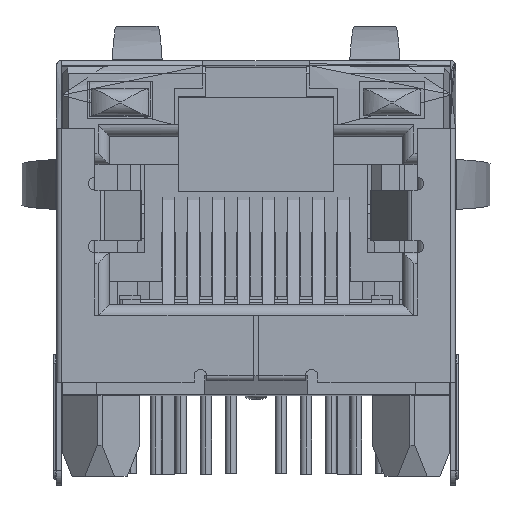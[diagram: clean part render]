
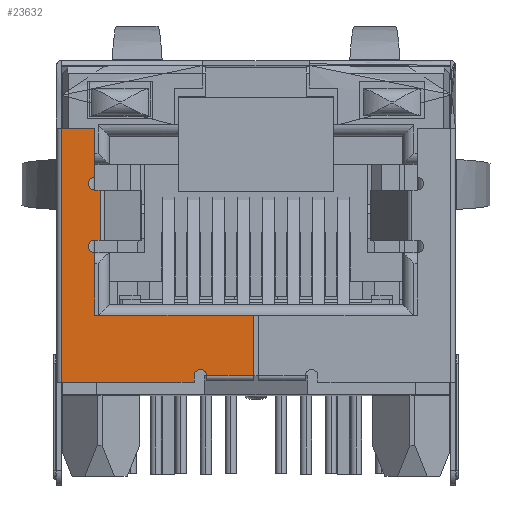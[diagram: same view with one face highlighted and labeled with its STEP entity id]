
A CAD part, top view. The second image highlights one B-rep face of the part: STEP entity #23632.
In plain terms, the highlighted planar face has unit normal (0, 0, 1).
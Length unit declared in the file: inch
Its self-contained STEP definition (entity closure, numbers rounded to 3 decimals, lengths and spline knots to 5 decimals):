
#421 = ORIENTED_EDGE ( 'NONE', *, *, #32242, .T. ) ;
#573 = VECTOR ( 'NONE', #15651, 39.37008 ) ;
#672 = VECTOR ( 'NONE', #50702, 39.37008 ) ;
#783 = DIRECTION ( 'NONE',  ( 0., 0., -1. ) ) ;
#847 = VERTEX_POINT ( 'NONE', #16481 ) ;
#1623 = VERTEX_POINT ( 'NONE', #35017 ) ;
#2142 = EDGE_CURVE ( 'NONE', #24465, #19586, #50340, .T. ) ;
#2249 = CIRCLE ( 'NONE', #20288, 0.01 ) ;
#2258 = CARTESIAN_POINT ( 'NONE',  ( -0.004, -0.009, 0.008 ) ) ;
#3237 = CARTESIAN_POINT ( 'NONE',  ( -0.311, 0.184, 0.008 ) ) ;
#3433 = CARTESIAN_POINT ( 'NONE',  ( -0.249, 0.208, 0.008 ) ) ;
#4079 = CARTESIAN_POINT ( 'NONE',  ( -0.311, -0.019, 0.008 ) ) ;
#4181 = CARTESIAN_POINT ( 'NONE',  ( -0.1575, 0.088, 0.008 ) ) ;
#4950 = CARTESIAN_POINT ( 'NONE',  ( -0.311, 0.387, 0.008 ) ) ;
#5558 = ORIENTED_EDGE ( 'NONE', *, *, #44833, .F. ) ;
#6140 = VECTOR ( 'NONE', #21835, 39.37008 ) ;
#6485 = DIRECTION ( 'NONE',  ( 0., 0., 1. ) ) ;
#6638 = EDGE_CURVE ( 'NONE', #42284, #31777, #20353, .T. ) ;
#6702 = VERTEX_POINT ( 'NONE', #33448 ) ;
#6748 = ORIENTED_EDGE ( 'NONE', *, *, #41395, .T. ) ;
#7055 = VECTOR ( 'NONE', #9056, 39.37008 ) ;
#7395 = CARTESIAN_POINT ( 'NONE',  ( -0.258, -0.019, 0.008 ) ) ;
#7835 = DIRECTION ( 'NONE',  ( 0., 1., 0. ) ) ;
#7895 = DIRECTION ( 'NONE',  ( 0., 1., 0. ) ) ;
#9056 = DIRECTION ( 'NONE',  ( 0., 1., 0. ) ) ;
#9287 = LINE ( 'NONE', #21388, #43996 ) ;
#9570 = LINE ( 'NONE', #32194, #7055 ) ;
#10278 = CIRCLE ( 'NONE', #11103, 0.01 ) ;
#10329 = PLANE ( 'NONE',  #27590 ) ;
#10780 = CARTESIAN_POINT ( 'NONE',  ( -0.268, 0.298, 0.008 ) ) ;
#11103 = AXIS2_PLACEMENT_3D ( 'NONE', #44383, #48268, #16893 ) ;
#11387 = CARTESIAN_POINT ( 'NONE',  ( -0.258, 0.198, 0.008 ) ) ;
#11421 = LINE ( 'NONE', #50207, #21887 ) ;
#11889 = CARTESIAN_POINT ( 'NONE',  ( -0.079, -0.009, 0.008 ) ) ;
#12022 = CARTESIAN_POINT ( 'NONE',  ( -0.258, 0.387, 0.008 ) ) ;
#12263 = VECTOR ( 'NONE', #7835, 39.37008 ) ;
#13291 = DIRECTION ( 'NONE',  ( 0., 0., -1. ) ) ;
#13470 = ORIENTED_EDGE ( 'NONE', *, *, #17661, .F. ) ;
#14271 = CIRCLE ( 'NONE', #33968, 0.01 ) ;
#14386 = CARTESIAN_POINT ( 'NONE',  ( -0.258, 0.188, 0.008 ) ) ;
#15519 = DIRECTION ( 'NONE',  ( -1., 0., 0. ) ) ;
#15539 = AXIS2_PLACEMENT_3D ( 'NONE', #29937, #42499, #30961 ) ;
#15553 = DIRECTION ( 'NONE',  ( 0., 1., 0. ) ) ;
#15575 = EDGE_LOOP ( 'NONE', ( #29630, #421, #6748, #44391, #47313, #45566, #25598, #32161, #46753, #48989, #45267, #31216, #32744, #13470, #5558, #37678, #18452 ) ) ;
#15651 = DIRECTION ( 'NONE',  ( 1., 0., 0. ) ) ;
#15793 = EDGE_CURVE ( 'NONE', #1623, #847, #42450, .T. ) ;
#16382 = DIRECTION ( 'NONE',  ( -1., 0., 0. ) ) ;
#16413 = EDGE_CURVE ( 'NONE', #49167, #36678, #50550, .T. ) ;
#16481 = CARTESIAN_POINT ( 'NONE',  ( -0.258, 0.208, 0.008 ) ) ;
#16893 = DIRECTION ( 'NONE',  ( 1., 0., 0. ) ) ;
#17122 = VECTOR ( 'NONE', #7895, 39.37008 ) ;
#17661 = EDGE_CURVE ( 'NONE', #47243, #31777, #47133, .T. ) ;
#18256 = CARTESIAN_POINT ( 'NONE',  ( -0.1575, 0.387, 0.008 ) ) ;
#18272 = DIRECTION ( 'NONE',  ( 1., 0., 0. ) ) ;
#18452 = ORIENTED_EDGE ( 'NONE', *, *, #29899, .T. ) ;
#18662 = VERTEX_POINT ( 'NONE', #49301 ) ;
#18975 = CARTESIAN_POINT ( 'NONE',  ( -0.258, 0.288, 0.008 ) ) ;
#19228 = LINE ( 'NONE', #22871, #30865 ) ;
#19586 = VERTEX_POINT ( 'NONE', #2258 ) ;
#19661 = CIRCLE ( 'NONE', #15539, 0.01 ) ;
#20288 = AXIS2_PLACEMENT_3D ( 'NONE', #48555, #783, #32388 ) ;
#20353 = LINE ( 'NONE', #18256, #42140 ) ;
#21324 = LINE ( 'NONE', #40552, #6140 ) ;
#21388 = CARTESIAN_POINT ( 'NONE',  ( -0.258, -0.019, 0.008 ) ) ;
#21425 = VERTEX_POINT ( 'NONE', #47385 ) ;
#21835 = DIRECTION ( 'NONE',  ( -1., 0., 0. ) ) ;
#21887 = VECTOR ( 'NONE', #15519, 39.37008 ) ;
#22517 = DIRECTION ( 'NONE',  ( -1., 0., 0. ) ) ;
#22598 = DIRECTION ( 'NONE',  ( 0., 1., 0. ) ) ;
#22871 = CARTESIAN_POINT ( 'NONE',  ( -0.004, -0.019, 0.008 ) ) ;
#23632 = ADVANCED_FACE ( 'NONE', ( #45504 ), #10329, .T. ) ;
#24465 = VERTEX_POINT ( 'NONE', #11889 ) ;
#24573 = EDGE_CURVE ( 'NONE', #6702, #42284, #9287, .T. ) ;
#24907 = EDGE_CURVE ( 'NONE', #33212, #6702, #2249, .T. ) ;
#25598 = ORIENTED_EDGE ( 'NONE', *, *, #34185, .F. ) ;
#26384 = CARTESIAN_POINT ( 'NONE',  ( -0.209, -0.019, 0.008 ) ) ;
#26482 = EDGE_CURVE ( 'NONE', #36678, #1623, #14271, .T. ) ;
#26828 = LINE ( 'NONE', #4181, #672 ) ;
#27363 = CARTESIAN_POINT ( 'NONE',  ( -0.249, -0.019, 0.008 ) ) ;
#27590 = AXIS2_PLACEMENT_3D ( 'NONE', #41660, #6485, #18272 ) ;
#28124 = LINE ( 'NONE', #27363, #33981 ) ;
#29630 = ORIENTED_EDGE ( 'NONE', *, *, #2142, .T. ) ;
#29899 = EDGE_CURVE ( 'NONE', #30681, #24465, #10278, .T. ) ;
#29937 = CARTESIAN_POINT ( 'NONE',  ( -0.258, 0.298, 0.008 ) ) ;
#30256 = LINE ( 'NONE', #26384, #40522 ) ;
#30681 = VERTEX_POINT ( 'NONE', #36530 ) ;
#30706 = VERTEX_POINT ( 'NONE', #18975 ) ;
#30865 = VECTOR ( 'NONE', #22598, 39.37008 ) ;
#30961 = DIRECTION ( 'NONE',  ( -1., 0., 0. ) ) ;
#31216 = ORIENTED_EDGE ( 'NONE', *, *, #24573, .T. ) ;
#31777 = VERTEX_POINT ( 'NONE', #4950 ) ;
#32085 = CARTESIAN_POINT ( 'NONE',  ( -0.258, 0.198, 0.008 ) ) ;
#32161 = ORIENTED_EDGE ( 'NONE', *, *, #33517, .T. ) ;
#32194 = CARTESIAN_POINT ( 'NONE',  ( -0.099, -0.019, 0.008 ) ) ;
#32242 = EDGE_CURVE ( 'NONE', #19586, #18662, #19228, .T. ) ;
#32388 = DIRECTION ( 'NONE',  ( -1., 0., 0. ) ) ;
#32608 = CARTESIAN_POINT ( 'NONE',  ( -0.099, -0.019, 0.008 ) ) ;
#32744 = ORIENTED_EDGE ( 'NONE', *, *, #6638, .T. ) ;
#33212 = VERTEX_POINT ( 'NONE', #10780 ) ;
#33448 = CARTESIAN_POINT ( 'NONE',  ( -0.258, 0.308, 0.008 ) ) ;
#33517 = EDGE_CURVE ( 'NONE', #47442, #21425, #28124, .T. ) ;
#33968 = AXIS2_PLACEMENT_3D ( 'NONE', #32085, #13291, #16382 ) ;
#33981 = VECTOR ( 'NONE', #15553, 39.37008 ) ;
#34185 = EDGE_CURVE ( 'NONE', #47442, #847, #21324, .T. ) ;
#34774 = CARTESIAN_POINT ( 'NONE',  ( -0.258, 0.088, 0.008 ) ) ;
#34976 = EDGE_CURVE ( 'NONE', #39698, #30681, #9570, .T. ) ;
#35017 = CARTESIAN_POINT ( 'NONE',  ( -0.268, 0.198, 0.008 ) ) ;
#35207 = CARTESIAN_POINT ( 'NONE',  ( -0.1575, -0.009, 0.008 ) ) ;
#35899 = EDGE_CURVE ( 'NONE', #30706, #33212, #19661, .T. ) ;
#36530 = CARTESIAN_POINT ( 'NONE',  ( -0.099, -0.009, 0.008 ) ) ;
#36678 = VERTEX_POINT ( 'NONE', #14386 ) ;
#37037 = DIRECTION ( 'NONE',  ( 0., 1., 0. ) ) ;
#37678 = ORIENTED_EDGE ( 'NONE', *, *, #34976, .T. ) ;
#39216 = EDGE_CURVE ( 'NONE', #21425, #30706, #11421, .T. ) ;
#39698 = VERTEX_POINT ( 'NONE', #32608 ) ;
#40522 = VECTOR ( 'NONE', #22517, 39.37008 ) ;
#40552 = CARTESIAN_POINT ( 'NONE',  ( -0.2205, 0.208, 0.008 ) ) ;
#41395 = EDGE_CURVE ( 'NONE', #18662, #49167, #26828, .T. ) ;
#41446 = DIRECTION ( 'NONE',  ( -1., 0., 0. ) ) ;
#41660 = CARTESIAN_POINT ( 'NONE',  ( -0.311, -0.019, 0.008 ) ) ;
#42140 = VECTOR ( 'NONE', #45229, 39.37008 ) ;
#42284 = VERTEX_POINT ( 'NONE', #12022 ) ;
#42450 = CIRCLE ( 'NONE', #49039, 0.01 ) ;
#42499 = DIRECTION ( 'NONE',  ( 0., 0., -1. ) ) ;
#43996 = VECTOR ( 'NONE', #37037, 39.37008 ) ;
#44383 = CARTESIAN_POINT ( 'NONE',  ( -0.089, -0.009, 0.008 ) ) ;
#44391 = ORIENTED_EDGE ( 'NONE', *, *, #16413, .T. ) ;
#44833 = EDGE_CURVE ( 'NONE', #39698, #47243, #30256, .T. ) ;
#45229 = DIRECTION ( 'NONE',  ( -1., 0., 0. ) ) ;
#45267 = ORIENTED_EDGE ( 'NONE', *, *, #24907, .T. ) ;
#45504 = FACE_OUTER_BOUND ( 'NONE', #15575, .T. ) ;
#45566 = ORIENTED_EDGE ( 'NONE', *, *, #15793, .T. ) ;
#45827 = DIRECTION ( 'NONE',  ( 0., 0., -1. ) ) ;
#46753 = ORIENTED_EDGE ( 'NONE', *, *, #39216, .T. ) ;
#47133 = LINE ( 'NONE', #3237, #12263 ) ;
#47243 = VERTEX_POINT ( 'NONE', #4079 ) ;
#47313 = ORIENTED_EDGE ( 'NONE', *, *, #26482, .T. ) ;
#47385 = CARTESIAN_POINT ( 'NONE',  ( -0.249, 0.288, 0.008 ) ) ;
#47442 = VERTEX_POINT ( 'NONE', #3433 ) ;
#48268 = DIRECTION ( 'NONE',  ( 0., 0., -1. ) ) ;
#48555 = CARTESIAN_POINT ( 'NONE',  ( -0.258, 0.298, 0.008 ) ) ;
#48989 = ORIENTED_EDGE ( 'NONE', *, *, #35899, .T. ) ;
#49039 = AXIS2_PLACEMENT_3D ( 'NONE', #11387, #45827, #41446 ) ;
#49167 = VERTEX_POINT ( 'NONE', #34774 ) ;
#49301 = CARTESIAN_POINT ( 'NONE',  ( -0.004, 0.088, 0.008 ) ) ;
#50207 = CARTESIAN_POINT ( 'NONE',  ( -0.1575, 0.288, 0.008 ) ) ;
#50340 = LINE ( 'NONE', #35207, #573 ) ;
#50550 = LINE ( 'NONE', #7395, #17122 ) ;
#50702 = DIRECTION ( 'NONE',  ( -1., 0., 0. ) ) ;
